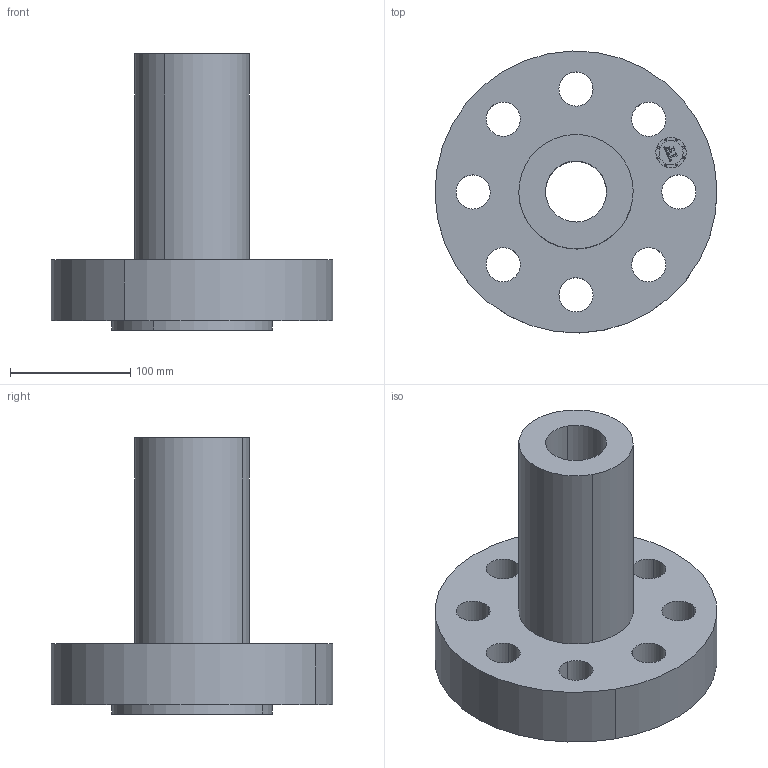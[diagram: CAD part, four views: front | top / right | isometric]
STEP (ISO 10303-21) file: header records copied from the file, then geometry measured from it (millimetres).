
FILE_DESCRIPTION(('3D STEP'),'2;1');
FILE_NAME('2-2500-LWN-RTJ-STD-CONN-FLANGE.stp','2013-11-29T08:45:09+00:00',('Texas Flange'),(''),'CATIA Version 5 Release 20 SP 6 (IN-10)','CATIA V5 STEP AP214','800-826-3801');
FILE_SCHEMA(('AUTOMOTIVE_DESIGN { 1 0 10303 214 1 1 1 1 }'));
Length unit declared in the file: inch
Products named in the file (1): 2-2500-LWN-RTJ-STD-CONN-FLANGE
Bounding box: 234.88 x 234.88 x 230.2 mm (x, y, z)
Volume: 2788603.4 mm3; surface area: 240999.1 mm2
Topology: 1 solids, 1 shells, 423 faces, 1196 edges, 796 vertices
Faces by surface type: plane 371, cylinder 44, cone 4, torus 4
Entity records: 15831 total; most frequent: ORIENTED_EDGE 2392, CARTESIAN_POINT 2364, DIRECTION 1938, EDGE_CURVE 1196, VECTOR 1092, LINE 1092, VERTEX_POINT 796, AXIS2_PLACEMENT_3D 476
